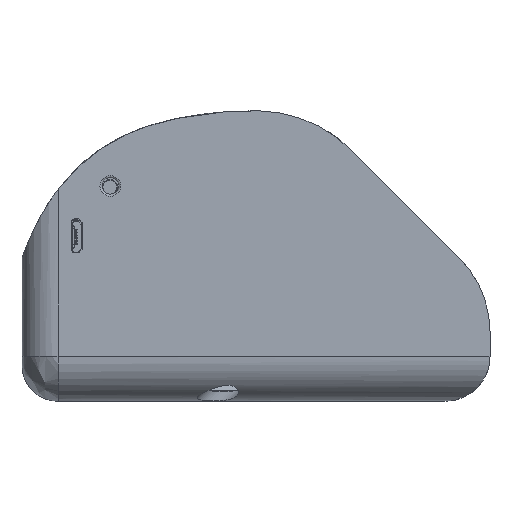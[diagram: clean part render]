
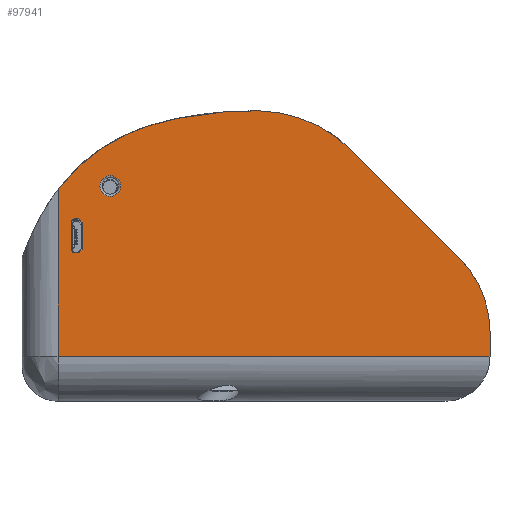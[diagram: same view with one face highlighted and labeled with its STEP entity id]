
A CAD part, front view. The second image highlights one B-rep face of the part: STEP entity #97941.
In plain terms, the highlighted planar face has unit normal (0, -1, 0).
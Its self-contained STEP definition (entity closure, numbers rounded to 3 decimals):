
#1174=FACE_BOUND('',#36795,.T.);
#1175=FACE_BOUND('',#36796,.T.);
#2049=CIRCLE('',#103763,2.304);
#2051=CIRCLE('',#103766,0.6);
#2053=CIRCLE('',#103770,0.6);
#2055=CIRCLE('',#103774,0.6);
#2057=CIRCLE('',#103778,0.6);
#2107=CIRCLE('',#103928,23.);
#2108=CIRCLE('',#103929,30.);
#2109=CIRCLE('',#103930,0.6);
#2110=CIRCLE('',#103931,0.6);
#10239=LINE('',#163804,#20898);
#10245=LINE('',#163819,#20904);
#10248=LINE('',#163830,#20907);
#10251=LINE('',#163841,#20910);
#10254=LINE('',#163906,#20913);
#10281=LINE('',#164056,#20940);
#10395=LINE('',#164457,#21054);
#10447=LINE('',#164691,#21106);
#10449=LINE('',#164695,#21108);
#10450=LINE('',#164712,#21109);
#20898=VECTOR('',#119830,10.);
#20904=VECTOR('',#119844,10.);
#20907=VECTOR('',#119855,10.);
#20910=VECTOR('',#119868,10.);
#20913=VECTOR('',#119879,10.);
#20940=VECTOR('',#119978,10.);
#21054=VECTOR('',#120236,10.);
#21106=VECTOR('',#120356,10.);
#21108=VECTOR('',#120360,10.);
#21109=VECTOR('',#120367,10.);
#31331=FACE_OUTER_BOUND('',#36794,.T.);
#36794=EDGE_LOOP('',(#78605,#78606,#78607,#78608,#78609,#78610,#78611));
#36795=EDGE_LOOP('',(#78612,#78613,#78614,#78615,#78616,#78617,#78618,#78619,
#78620,#78621,#78622,#78623));
#36796=EDGE_LOOP('',(#78624));
#40073=B_SPLINE_CURVE_WITH_KNOTS('',3,(#164699,#164700,#164701,#164702,
#164703,#164704,#164705,#164706,#164707,#164708),.UNSPECIFIED.,.F.,.F.,
(4,2,2,2,4),(14.805,19.089,33.295,45.706,
62.667),.UNSPECIFIED.);
#45582=VERTEX_POINT('',#163655);
#45627=VERTEX_POINT('',#163790);
#45630=VERTEX_POINT('',#163797);
#45631=VERTEX_POINT('',#163799);
#45632=VERTEX_POINT('',#163803);
#45635=VERTEX_POINT('',#163811);
#45636=VERTEX_POINT('',#163815);
#45639=VERTEX_POINT('',#163823);
#45641=VERTEX_POINT('',#163829);
#45643=VERTEX_POINT('',#163835);
#45644=VERTEX_POINT('',#163839);
#45651=VERTEX_POINT('',#163905);
#45685=VERTEX_POINT('',#164054);
#45794=VERTEX_POINT('',#164456);
#45845=VERTEX_POINT('',#164688);
#45846=VERTEX_POINT('',#164690);
#45847=VERTEX_POINT('',#164694);
#45848=VERTEX_POINT('',#164697);
#45849=VERTEX_POINT('',#164709);
#45850=VERTEX_POINT('',#164711);
#57109=EDGE_CURVE('',#45627,#45627,#2049,.T.);
#57112=EDGE_CURVE('',#45631,#45630,#2051,.T.);
#57114=EDGE_CURVE('',#45632,#45631,#10239,.T.);
#57118=EDGE_CURVE('',#45635,#45632,#2053,.T.);
#57122=EDGE_CURVE('',#45635,#45636,#10245,.T.);
#57124=EDGE_CURVE('',#45639,#45636,#2055,.T.);
#57127=EDGE_CURVE('',#45641,#45639,#10248,.T.);
#57130=EDGE_CURVE('',#45643,#45641,#2057,.T.);
#57133=EDGE_CURVE('',#45644,#45582,#10251,.T.);
#57141=EDGE_CURVE('',#45651,#45643,#10254,.T.);
#57192=EDGE_CURVE('',#45630,#45685,#10281,.T.);
#57339=EDGE_CURVE('',#45582,#45794,#10395,.T.);
#57413=EDGE_CURVE('',#45845,#45846,#10447,.T.);
#57415=EDGE_CURVE('',#45847,#45644,#10449,.F.);
#57416=EDGE_CURVE('',#45846,#45847,#2107,.T.);
#57417=EDGE_CURVE('',#45848,#45845,#2108,.T.);
#57418=EDGE_CURVE('',#45794,#45848,#40073,.T.);
#57419=EDGE_CURVE('',#45685,#45849,#2109,.T.);
#57420=EDGE_CURVE('',#45849,#45850,#10450,.T.);
#57421=EDGE_CURVE('',#45850,#45651,#2110,.T.);
#78605=ORIENTED_EDGE('',*,*,#57339,.F.);
#78606=ORIENTED_EDGE('',*,*,#57133,.F.);
#78607=ORIENTED_EDGE('',*,*,#57415,.F.);
#78608=ORIENTED_EDGE('',*,*,#57416,.F.);
#78609=ORIENTED_EDGE('',*,*,#57413,.F.);
#78610=ORIENTED_EDGE('',*,*,#57417,.F.);
#78611=ORIENTED_EDGE('',*,*,#57418,.F.);
#78612=ORIENTED_EDGE('',*,*,#57419,.T.);
#78613=ORIENTED_EDGE('',*,*,#57420,.T.);
#78614=ORIENTED_EDGE('',*,*,#57421,.T.);
#78615=ORIENTED_EDGE('',*,*,#57141,.T.);
#78616=ORIENTED_EDGE('',*,*,#57130,.T.);
#78617=ORIENTED_EDGE('',*,*,#57127,.T.);
#78618=ORIENTED_EDGE('',*,*,#57124,.T.);
#78619=ORIENTED_EDGE('',*,*,#57122,.F.);
#78620=ORIENTED_EDGE('',*,*,#57118,.T.);
#78621=ORIENTED_EDGE('',*,*,#57114,.T.);
#78622=ORIENTED_EDGE('',*,*,#57112,.T.);
#78623=ORIENTED_EDGE('',*,*,#57192,.T.);
#78624=ORIENTED_EDGE('',*,*,#57109,.F.);
#93667=PLANE('',#103927);
#97941=ADVANCED_FACE('',(#31331,#1174,#1175),#93667,.T.);
#103763=AXIS2_PLACEMENT_3D('',#163792,#119818,#119819);
#103766=AXIS2_PLACEMENT_3D('',#163800,#119825,#119826);
#103770=AXIS2_PLACEMENT_3D('',#163812,#119837,#119838);
#103774=AXIS2_PLACEMENT_3D('',#163824,#119849,#119850);
#103778=AXIS2_PLACEMENT_3D('',#163836,#119861,#119862);
#103927=AXIS2_PLACEMENT_3D('',#164693,#120358,#120359);
#103928=AXIS2_PLACEMENT_3D('',#164696,#120361,#120362);
#103929=AXIS2_PLACEMENT_3D('',#164698,#120363,#120364);
#103930=AXIS2_PLACEMENT_3D('',#164710,#120365,#120366);
#103931=AXIS2_PLACEMENT_3D('',#164713,#120368,#120369);
#119818=DIRECTION('center_axis',(0.,-1.,0.));
#119819=DIRECTION('ref_axis',(0.,0.,
-1.));
#119825=DIRECTION('center_axis',(0.,1.,0.));
#119826=DIRECTION('ref_axis',(0.707,0.,-0.707));
#119830=DIRECTION('',(-0.707,0.,-0.707));
#119837=DIRECTION('center_axis',(0.,1.,0.));
#119838=DIRECTION('ref_axis',(1.,0.,0.));
#119844=DIRECTION('',(0.,0.,1.));
#119849=DIRECTION('center_axis',(0.,1.,0.));
#119850=DIRECTION('ref_axis',(0.707,0.,0.707));
#119855=DIRECTION('',(0.707,0.,-0.707));
#119861=DIRECTION('center_axis',(0.,1.,0.));
#119862=DIRECTION('ref_axis',(0.,0.,
1.));
#119868=DIRECTION('',(-1.,0.,0.));
#119879=DIRECTION('',(1.,0.,0.));
#119978=DIRECTION('',(-1.,0.,0.));
#120236=DIRECTION('',(0.,0.,1.));
#120356=DIRECTION('',(0.707,0.,-0.707));
#120358=DIRECTION('center_axis',(0.,-1.,0.));
#120359=DIRECTION('ref_axis',(0.,0.,
-1.));
#120360=DIRECTION('',(0.,0.,1.));
#120361=DIRECTION('center_axis',(0.,1.,0.));
#120362=DIRECTION('ref_axis',(0.924,0.,0.383));
#120363=DIRECTION('center_axis',(0.,1.,0.));
#120364=DIRECTION('ref_axis',(0.017,0.,
1.));
#120365=DIRECTION('center_axis',(0.,1.,0.));
#120366=DIRECTION('ref_axis',(0.,0.,
-1.));
#120367=DIRECTION('',(0.,0.,1.));
#120368=DIRECTION('center_axis',(0.,1.,0.));
#120369=DIRECTION('ref_axis',(-1.,0.,0.));
#163655=CARTESIAN_POINT('',(-62.,11.9,63.82));
#163790=CARTESIAN_POINT('',(-50.371,11.9,103.954));
#163792=CARTESIAN_POINT('Origin',(-50.371,11.9,101.65));
#163797=CARTESIAN_POINT('',(-57.602,11.9,86.85));
#163799=CARTESIAN_POINT('',(-57.178,11.9,87.025));
#163800=CARTESIAN_POINT('Origin',(-57.602,11.9,87.45));
#163803=CARTESIAN_POINT('',(-56.647,11.9,87.557));
#163804=CARTESIAN_POINT('',(-51.795,11.9,92.408));
#163811=CARTESIAN_POINT('',(-56.471,11.9,87.981));
#163812=CARTESIAN_POINT('Origin',(-57.071,11.9,87.981));
#163815=CARTESIAN_POINT('',(-56.471,11.9,93.218));
#163819=CARTESIAN_POINT('',(-56.471,11.9,84.25));
#163823=CARTESIAN_POINT('',(-56.647,11.9,93.643));
#163824=CARTESIAN_POINT('Origin',(-57.071,11.9,93.218));
#163829=CARTESIAN_POINT('',(-57.178,11.9,94.174));
#163830=CARTESIAN_POINT('',(-69.419,11.9,106.415));
#163835=CARTESIAN_POINT('',(-57.602,11.9,94.35));
#163836=CARTESIAN_POINT('Origin',(-57.602,11.9,93.75));
#163839=CARTESIAN_POINT('',(34.,11.9,63.82));
#163841=CARTESIAN_POINT('',(-70.,11.9,63.82));
#163905=CARTESIAN_POINT('',(-58.321,11.9,94.35));
#163906=CARTESIAN_POINT('',(-66.301,11.9,94.35));
#164054=CARTESIAN_POINT('',(-58.321,11.9,86.85));
#164056=CARTESIAN_POINT('',(-66.66,11.9,86.85));
#164456=CARTESIAN_POINT('',(-62.,11.9,100.893));
#164457=CARTESIAN_POINT('',(-62.,11.9,106.489));
#164688=CARTESIAN_POINT('',(3.197,11.9,109.596));
#164690=CARTESIAN_POINT('',(27.263,11.9,85.529));
#164691=CARTESIAN_POINT('',(-12.293,11.9,125.085));
#164693=CARTESIAN_POINT('Origin',(-70.,11.9,122.378));
#164694=CARTESIAN_POINT('',(34.,11.9,69.265));
#164695=CARTESIAN_POINT('',(34.,11.9,106.489));
#164696=CARTESIAN_POINT('Origin',(11.,11.9,69.265));
#164697=CARTESIAN_POINT('',(-17.5,11.9,118.378));
#164698=CARTESIAN_POINT('Origin',(-18.017,11.9,88.383));
#164699=CARTESIAN_POINT('Ctrl Pts',(-62.,11.9,
100.893));
#164700=CARTESIAN_POINT('Ctrl Pts',(-60.977,11.9,
102.241));
#164701=CARTESIAN_POINT('Ctrl Pts',(-59.906,11.9,
103.493));
#164702=CARTESIAN_POINT('Ctrl Pts',(-55.083,11.9,
108.502));
#164703=CARTESIAN_POINT('Ctrl Pts',(-50.84,11.9,111.368));
#164704=CARTESIAN_POINT('Ctrl Pts',(-41.643,11.9,115.329));
#164705=CARTESIAN_POINT('Ctrl Pts',(-37.04,11.9,116.515));
#164706=CARTESIAN_POINT('Ctrl Pts',(-26.173,11.9,118.276));
#164707=CARTESIAN_POINT('Ctrl Pts',(-20.53,11.9,
118.377));
#164708=CARTESIAN_POINT('Ctrl Pts',(-17.5,11.9,118.378));
#164709=CARTESIAN_POINT('',(-58.921,11.9,87.45));
#164710=CARTESIAN_POINT('Origin',(-58.321,11.9,87.45));
#164711=CARTESIAN_POINT('',(-58.921,11.9,93.75));
#164712=CARTESIAN_POINT('',(-58.921,11.9,110.064));
#164713=CARTESIAN_POINT('Origin',(-58.321,11.9,93.75));
